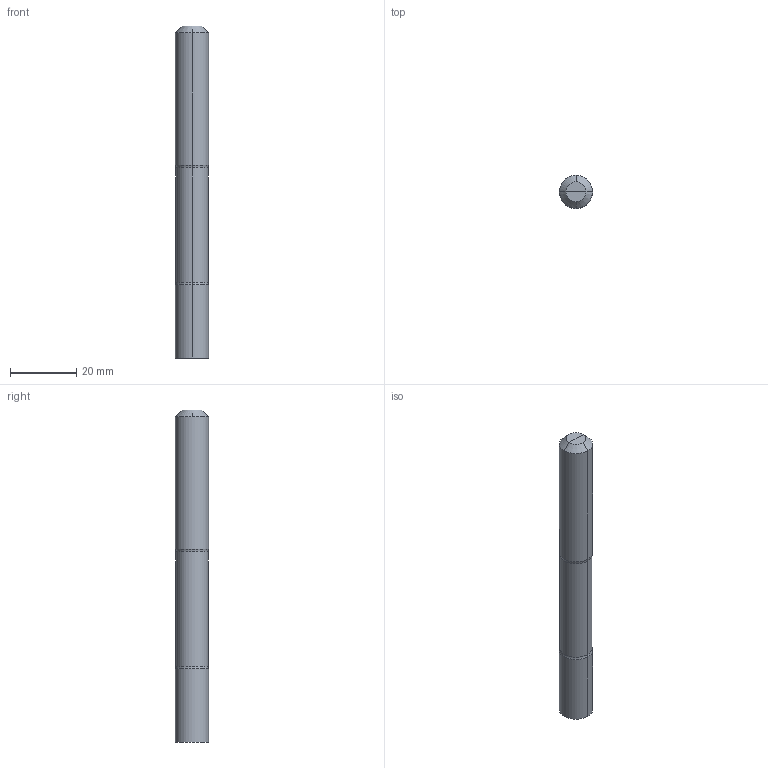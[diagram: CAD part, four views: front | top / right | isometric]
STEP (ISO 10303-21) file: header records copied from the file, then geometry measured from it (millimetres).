
FILE_DESCRIPTION((''),'2;1');
FILE_NAME('608011465-000_ASM','2024-01-10T17:44:00',('venugopala'),(''),'CREO PARAMETRIC BY PTC INC, 2021184','CREO PARAMETRIC BY PTC INC, 2021184','');
FILE_SCHEMA(('AP242_MANAGED_MODEL_BASED_3D_ENGINEERING_MIM_LF { 1 0 10303 442 1 1 4 }'));
Length unit declared in the file: millimetre
Products named in the file (3): 608011465_1-000; 608011465_2-000; 608011465-000_ASM
Assembly tree (2 placements, depth 2):
  608011465-000_ASM
    608011465_1-000
    608011465_2-000
Bounding box: 10 x 10 x 100 mm (x, y, z)
Volume: 7634.7 mm3; surface area: 5072.2 mm2
Topology: 2 solids, 4 shells, 26 faces, 78 edges, 60 vertices
Faces by surface type: cylinder 9, plane 8, torus 6, cone 3
Entity records: 2025 total; most frequent: DIRECTION 238, CARTESIAN_POINT 187, PRESENTATION_STYLE_ASSIGNMENT 100, STYLED_ITEM 100, PROPERTY_DEFINITION 99, CURVE_STYLE 96, REPRESENTATION 95, PROPERTY_DEFINITION_REPRESENTATION 95
